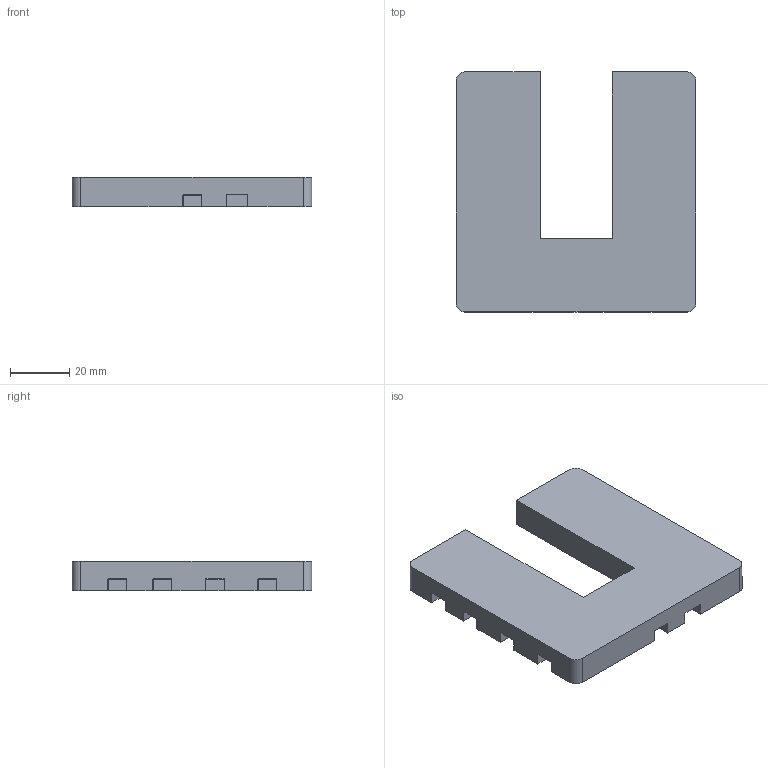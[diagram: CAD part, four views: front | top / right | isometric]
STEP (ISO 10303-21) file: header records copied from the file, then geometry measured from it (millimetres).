
FILE_DESCRIPTION(/* description */ ('','CAx-IF Rec.Pracs.---Representation and Presentation of Product Manufacturing Information (PMI)---4.0---2014-10-13'),/* implementation_level */ '2;1');
FILE_NAME(/* name */ 'Assembly jig.step',/* time_stamp */ '2025-01-02T19:57:26Z',/* author */ (''),/* organization */ (''),/* preprocessor_version */ 'ST-DEVELOPER v20',/* originating_system */ 'Autodesk Translation Framework v13.20.0.188',/* authorisation */ '');
FILE_SCHEMA (('AP242_MANAGED_MODEL_BASED_3D_ENGINEERING_MIM_LF { 1 0 10303 442 1 1 4 }'));
Length unit declared in the file: millimetre
Products named in the file (1): Assembly jig
Bounding box: 81.28 x 81.28 x 10 mm (x, y, z)
Volume: 48257.4 mm3; surface area: 16165.6 mm2
Topology: 1 solids, 1 shells, 208 faces, 510 edges, 310 vertices
Faces by surface type: cylinder 90, plane 64, sphere 36, bspline 18
Full cylindrical faces by diameter (mm): 0.8 x1, 3.2 x4
Entity records: 6717 total; most frequent: CARTESIAN_POINT 1767, DIRECTION 1054, ORIENTED_EDGE 1020, EDGE_CURVE 510, AXIS2_PLACEMENT_3D 389, VERTEX_POINT 310, LINE 276, VECTOR 276
